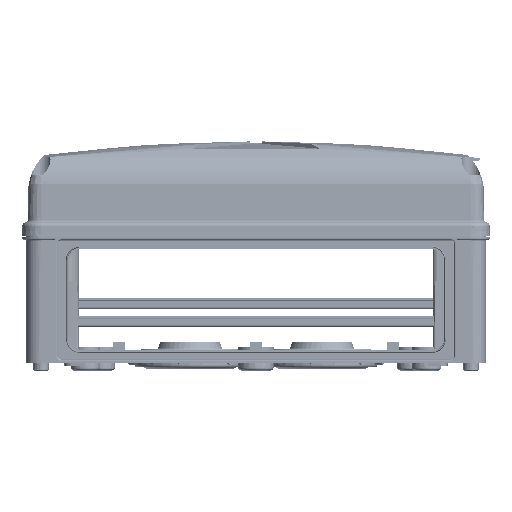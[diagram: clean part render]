
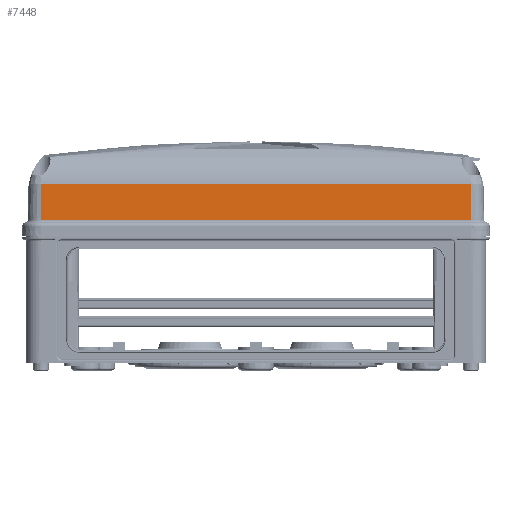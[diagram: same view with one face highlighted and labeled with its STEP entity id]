
A CAD part, front view. The second image highlights one B-rep face of the part: STEP entity #7448.
In plain terms, the highlighted planar face has unit normal (0, -1, 0.026).
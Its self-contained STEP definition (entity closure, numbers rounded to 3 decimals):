
#7448 = ADVANCED_FACE( '', ( #17314 ), #17315, .T. );
#17314 = FACE_OUTER_BOUND( '', #30087, .T. );
#17315 = PLANE( '', #30088 );
#30087 = EDGE_LOOP( '', ( #51384, #51385, #51386, #51387 ) );
#30088 = AXIS2_PLACEMENT_3D( '', #51388, #51389, #51390 );
#51384 = ORIENTED_EDGE( '', *, *, #79792, .T. );
#51385 = ORIENTED_EDGE( '', *, *, #79793, .F. );
#51386 = ORIENTED_EDGE( '', *, *, #79794, .F. );
#51387 = ORIENTED_EDGE( '', *, *, #78738, .T. );
#51388 = CARTESIAN_POINT( '', ( 350., -371.461, 10.561 ) );
#51389 = DIRECTION( '', ( 0., -1., 0.026 ) );
#51390 = DIRECTION( '', ( 0., -0.026, -1. ) );
#78738 = EDGE_CURVE( '', #93774, #96556, #96558, .T. );
#79792 = EDGE_CURVE( '', #96556, #98133, #98134, .T. );
#79793 = EDGE_CURVE( '', #97383, #98133, #98135, .T. );
#79794 = EDGE_CURVE( '', #93774, #97383, #98136, .T. );
#93774 = VERTEX_POINT( '', #117372 );
#96556 = VERTEX_POINT( '', #121642 );
#96558 = LINE( '', #121644, #121645 );
#97383 = VERTEX_POINT( '', #123015 );
#98133 = VERTEX_POINT( '', #124118 );
#98134 = LINE( '', #124119, #124120 );
#98135 = LINE( '', #124121, #124122 );
#98136 = LINE( '', #124123, #124124 );
#117372 = CARTESIAN_POINT( '', ( 145., -370.832, 34.6 ) );
#121642 = CARTESIAN_POINT( '', ( -145., -370.832, 34.6 ) );
#121644 = CARTESIAN_POINT( '', ( 350., -370.832, 34.6 ) );
#121645 = VECTOR( '', #143820, 1000. );
#123015 = CARTESIAN_POINT( '', ( 145., -371.461, 10.561 ) );
#124118 = CARTESIAN_POINT( '', ( -145., -371.461, 10.561 ) );
#124119 = CARTESIAN_POINT( '', ( -145., -370.832, 34.6 ) );
#124120 = VECTOR( '', #145123, 1000. );
#124121 = CARTESIAN_POINT( '', ( 350., -371.461, 10.561 ) );
#124122 = VECTOR( '', #145124, 1000. );
#124123 = CARTESIAN_POINT( '', ( 145., -370.832, 34.6 ) );
#124124 = VECTOR( '', #145125, 1000. );
#143820 = DIRECTION( '', ( -1., 0., 0. ) );
#145123 = DIRECTION( '', ( 0., -0.026, -1. ) );
#145124 = DIRECTION( '', ( -1., 0., 0. ) );
#145125 = DIRECTION( '', ( 0., -0.026, -1. ) );
